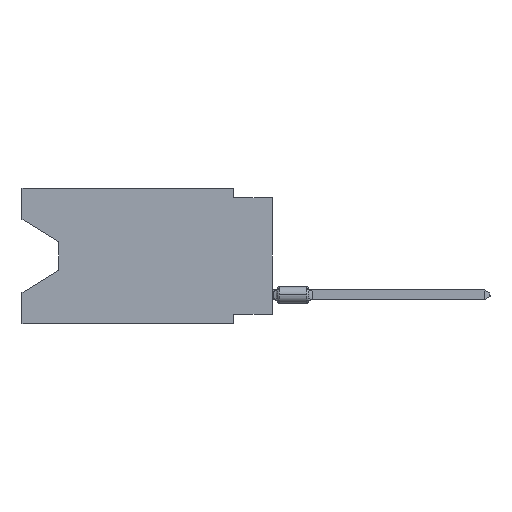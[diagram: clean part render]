
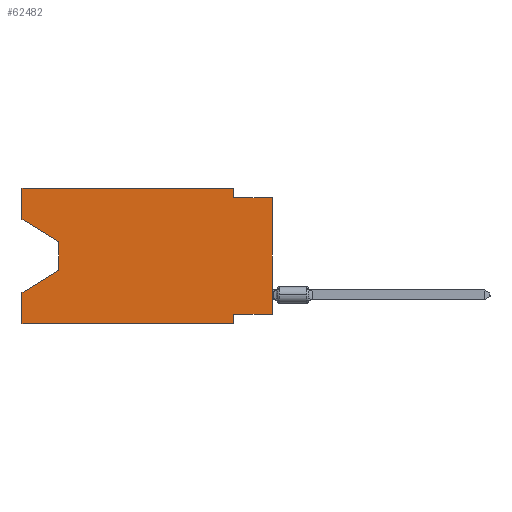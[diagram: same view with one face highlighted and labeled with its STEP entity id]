
A CAD part, left-side view. The second image highlights one B-rep face of the part: STEP entity #62482.
In plain terms, the highlighted planar face has unit normal (-1, 0, 0).
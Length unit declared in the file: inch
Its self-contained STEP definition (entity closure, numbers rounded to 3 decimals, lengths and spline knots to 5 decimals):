
#411 = VERTEX_POINT ( 'NONE', #40363 ) ;
#599 = EDGE_CURVE ( 'NONE', #48802, #48391, #52396, .T. ) ;
#1031 = VECTOR ( 'NONE', #50968, 39.37008 ) ;
#2850 = VERTEX_POINT ( 'NONE', #52638 ) ;
#3722 = CARTESIAN_POINT ( 'NONE',  ( 0., 0.645, -0.35 ) ) ;
#3745 = VERTEX_POINT ( 'NONE', #30469 ) ;
#4017 = VECTOR ( 'NONE', #50561, 39.37008 ) ;
#4126 = CARTESIAN_POINT ( 'NONE',  ( 0., 0.1, 0. ) ) ;
#4493 = DIRECTION ( 'NONE',  ( 0., 0.855, -0.519 ) ) ;
#4587 = DIRECTION ( 'NONE',  ( 0., 0., 1. ) ) ;
#4625 = EDGE_CURVE ( 'NONE', #2850, #48802, #15288, .T. ) ;
#5827 = VECTOR ( 'NONE', #4587, 39.37008 ) ;
#5939 = EDGE_CURVE ( 'NONE', #25484, #19626, #52858, .T. ) ;
#6227 = CARTESIAN_POINT ( 'NONE',  ( 0., 0.645, 0. ) ) ;
#6803 = DIRECTION ( 'NONE',  ( 0., 0., -1. ) ) ;
#7438 = ORIENTED_EDGE ( 'NONE', *, *, #52513, .T. ) ;
#7633 = CARTESIAN_POINT ( 'NONE',  ( 0., 0.55, -0.138 ) ) ;
#8344 = EDGE_CURVE ( 'NONE', #15771, #411, #18972, .T. ) ;
#10044 = ORIENTED_EDGE ( 'NONE', *, *, #5939, .T. ) ;
#10240 = ORIENTED_EDGE ( 'NONE', *, *, #4625, .T. ) ;
#10734 = LINE ( 'NONE', #60336, #4017 ) ;
#11453 = EDGE_CURVE ( 'NONE', #60108, #55058, #47696, .T. ) ;
#12333 = EDGE_LOOP ( 'NONE', ( #10240, #38625, #47400, #17864, #10044, #13702, #43992, #7438, #35333, #56740, #37813, #28858 ) ) ;
#13702 = ORIENTED_EDGE ( 'NONE', *, *, #45201, .F. ) ;
#14387 = DIRECTION ( 'NONE',  ( 0., -1., 0. ) ) ;
#15056 = CARTESIAN_POINT ( 'NONE',  ( 0., 0., -0.325 ) ) ;
#15288 = LINE ( 'NONE', #35220, #56290 ) ;
#15771 = VERTEX_POINT ( 'NONE', #62572 ) ;
#16037 = LINE ( 'NONE', #6227, #1031 ) ;
#17864 = ORIENTED_EDGE ( 'NONE', *, *, #58142, .F. ) ;
#18450 = VECTOR ( 'NONE', #14387, 39.37008 ) ;
#18972 = LINE ( 'NONE', #34970, #18450 ) ;
#19138 = PLANE ( 'NONE',  #22978 ) ;
#19626 = VERTEX_POINT ( 'NONE', #51579 ) ;
#20673 = VECTOR ( 'NONE', #29631, 39.37008 ) ;
#21063 = DIRECTION ( 'NONE',  ( 0., 0., -1. ) ) ;
#21397 = DIRECTION ( 'NONE',  ( 0., 0., 1. ) ) ;
#21842 = VECTOR ( 'NONE', #21063, 39.37008 ) ;
#22978 = AXIS2_PLACEMENT_3D ( 'NONE', #38114, #43638, #28303 ) ;
#23400 = FACE_OUTER_BOUND ( 'NONE', #12333, .T. ) ;
#23538 = CARTESIAN_POINT ( 'NONE',  ( 0., 0.645, 0. ) ) ;
#24205 = LINE ( 'NONE', #54235, #5827 ) ;
#24703 = EDGE_CURVE ( 'NONE', #48391, #64235, #52860, .T. ) ;
#25484 = VERTEX_POINT ( 'NONE', #3722 ) ;
#26753 = VECTOR ( 'NONE', #21397, 39.37008 ) ;
#27919 = LINE ( 'NONE', #63140, #30436 ) ;
#28303 = DIRECTION ( 'NONE',  ( 0., 0., -1. ) ) ;
#28858 = ORIENTED_EDGE ( 'NONE', *, *, #42033, .F. ) ;
#29631 = DIRECTION ( 'NONE',  ( 0., -1., 0. ) ) ;
#30436 = VECTOR ( 'NONE', #63794, 39.37008 ) ;
#30469 = CARTESIAN_POINT ( 'NONE',  ( 0., 0.1, -0.325 ) ) ;
#31331 = CARTESIAN_POINT ( 'NONE',  ( 0., 0.1, 0. ) ) ;
#33599 = CARTESIAN_POINT ( 'NONE',  ( 0., 0.645, -0.35 ) ) ;
#34970 = CARTESIAN_POINT ( 'NONE',  ( 0., 0., -0.025 ) ) ;
#35220 = CARTESIAN_POINT ( 'NONE',  ( 0., 0.645, -0.08025 ) ) ;
#35333 = ORIENTED_EDGE ( 'NONE', *, *, #8344, .F. ) ;
#36395 = VECTOR ( 'NONE', #4493, 39.37008 ) ;
#37813 = ORIENTED_EDGE ( 'NONE', *, *, #11453, .F. ) ;
#38114 = CARTESIAN_POINT ( 'NONE',  ( 0., 0.645, 0. ) ) ;
#38625 = ORIENTED_EDGE ( 'NONE', *, *, #599, .T. ) ;
#40363 = CARTESIAN_POINT ( 'NONE',  ( 0., 0., -0.025 ) ) ;
#40498 = LINE ( 'NONE', #31331, #59457 ) ;
#41218 = VECTOR ( 'NONE', #58372, 39.37008 ) ;
#42033 = EDGE_CURVE ( 'NONE', #2850, #60108, #24205, .T. ) ;
#43638 = DIRECTION ( 'NONE',  ( 1., 0., 0. ) ) ;
#43859 = CARTESIAN_POINT ( 'NONE',  ( 0., 0.55, -0.138 ) ) ;
#43992 = ORIENTED_EDGE ( 'NONE', *, *, #63957, .F. ) ;
#45201 = EDGE_CURVE ( 'NONE', #3745, #19626, #10734, .T. ) ;
#46463 = CARTESIAN_POINT ( 'NONE',  ( 0., 0.645, -0.26975 ) ) ;
#47400 = ORIENTED_EDGE ( 'NONE', *, *, #24703, .T. ) ;
#47696 = LINE ( 'NONE', #23538, #20673 ) ;
#48179 = CARTESIAN_POINT ( 'NONE',  ( 0., 0.55, -0.212 ) ) ;
#48391 = VERTEX_POINT ( 'NONE', #48179 ) ;
#48802 = VERTEX_POINT ( 'NONE', #43859 ) ;
#49230 = CARTESIAN_POINT ( 'NONE',  ( 0., 0.55, -0.212 ) ) ;
#50177 = CARTESIAN_POINT ( 'NONE',  ( 0., 0.645, 0. ) ) ;
#50561 = DIRECTION ( 'NONE',  ( 0., 0., -1. ) ) ;
#50968 = DIRECTION ( 'NONE',  ( 0., 0., 1. ) ) ;
#51186 = DIRECTION ( 'NONE',  ( 0., -0.855, -0.519 ) ) ;
#51579 = CARTESIAN_POINT ( 'NONE',  ( 0., 0.1, -0.35 ) ) ;
#51756 = CARTESIAN_POINT ( 'NONE',  ( 0., 0., 0. ) ) ;
#52396 = LINE ( 'NONE', #7633, #21842 ) ;
#52413 = LINE ( 'NONE', #51756, #26753 ) ;
#52513 = EDGE_CURVE ( 'NONE', #54761, #411, #52413, .T. ) ;
#52638 = CARTESIAN_POINT ( 'NONE',  ( 0., 0.645, -0.08025 ) ) ;
#52858 = LINE ( 'NONE', #33599, #41218 ) ;
#52860 = LINE ( 'NONE', #49230, #36395 ) ;
#54235 = CARTESIAN_POINT ( 'NONE',  ( 0., 0.645, 0. ) ) ;
#54761 = VERTEX_POINT ( 'NONE', #15056 ) ;
#55058 = VERTEX_POINT ( 'NONE', #4126 ) ;
#56290 = VECTOR ( 'NONE', #51186, 39.37008 ) ;
#56740 = ORIENTED_EDGE ( 'NONE', *, *, #60875, .F. ) ;
#58142 = EDGE_CURVE ( 'NONE', #25484, #64235, #16037, .T. ) ;
#58372 = DIRECTION ( 'NONE',  ( 0., -1., 0. ) ) ;
#59457 = VECTOR ( 'NONE', #6803, 39.37008 ) ;
#60108 = VERTEX_POINT ( 'NONE', #50177 ) ;
#60336 = CARTESIAN_POINT ( 'NONE',  ( 0., 0.1, -0.35 ) ) ;
#60875 = EDGE_CURVE ( 'NONE', #55058, #15771, #40498, .T. ) ;
#62482 = ADVANCED_FACE ( 'NONE', ( #23400 ), #19138, .F. ) ;
#62572 = CARTESIAN_POINT ( 'NONE',  ( 0., 0.1, -0.025 ) ) ;
#63140 = CARTESIAN_POINT ( 'NONE',  ( 0., 0., -0.325 ) ) ;
#63794 = DIRECTION ( 'NONE',  ( 0., 1., 0. ) ) ;
#63957 = EDGE_CURVE ( 'NONE', #54761, #3745, #27919, .T. ) ;
#64235 = VERTEX_POINT ( 'NONE', #46463 ) ;
